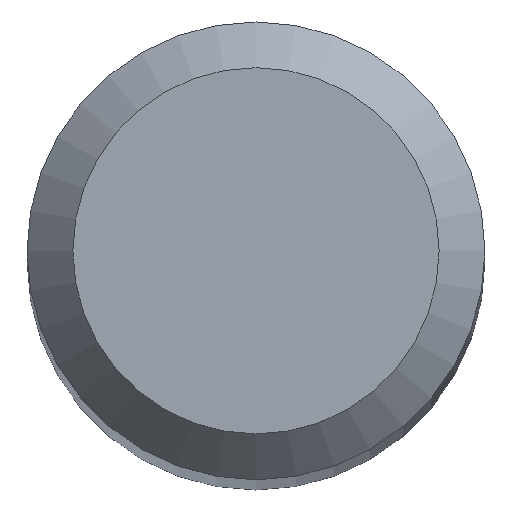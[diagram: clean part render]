
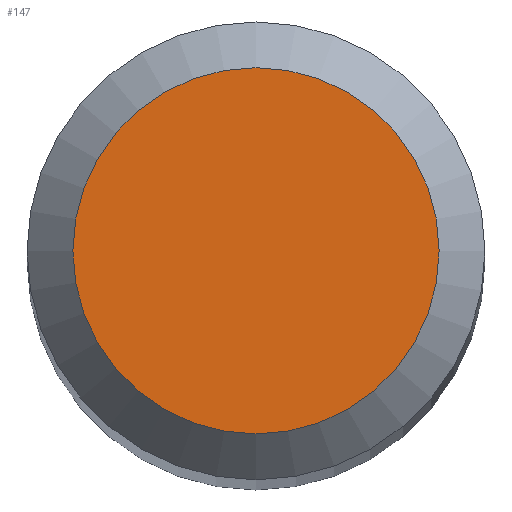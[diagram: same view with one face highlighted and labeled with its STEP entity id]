
A CAD part, top view. The second image highlights one B-rep face of the part: STEP entity #147.
In plain terms, the highlighted planar face has unit normal (0, 0, 1).
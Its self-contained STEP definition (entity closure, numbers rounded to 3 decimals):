
#5 = CARTESIAN_POINT ( 'NONE',  ( 0., 0.8, 38. ) ) ;
#8 = DIRECTION ( 'NONE',  ( 0., 0., -1. ) ) ;
#27 = DIRECTION ( 'NONE',  ( 0., 1., 0. ) ) ;
#42 = VERTEX_POINT ( 'NONE', #5 ) ;
#46 = CARTESIAN_POINT ( 'NONE',  ( 0., 0., 38. ) ) ;
#69 = EDGE_LOOP ( 'NONE', ( #138 ) ) ;
#74 = CARTESIAN_POINT ( 'NONE',  ( 0., 0., 38. ) ) ;
#75 = FACE_OUTER_BOUND ( 'NONE', #69, .T. ) ;
#93 = DIRECTION ( 'NONE',  ( 0., 1., 0. ) ) ;
#108 = CIRCLE ( 'NONE', #125, 0.8 ) ;
#125 = AXIS2_PLACEMENT_3D ( 'NONE', #74, #8, #93 ) ;
#138 = ORIENTED_EDGE ( 'NONE', *, *, #195, .F. ) ;
#147 = ADVANCED_FACE ( 'NONE', ( #75 ), #193, .F. ) ;
#159 = DIRECTION ( 'NONE',  ( 0., 0., -1. ) ) ;
#193 = PLANE ( 'NONE',  #204 ) ;
#195 = EDGE_CURVE ( 'NONE', #42, #42, #108, .T. ) ;
#204 = AXIS2_PLACEMENT_3D ( 'NONE', #46, #159, #27 ) ;
